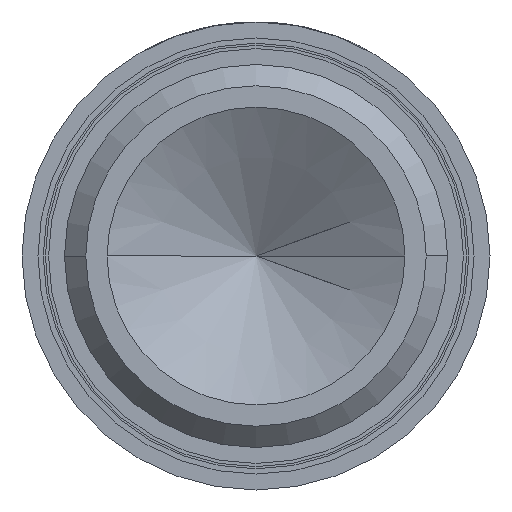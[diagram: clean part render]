
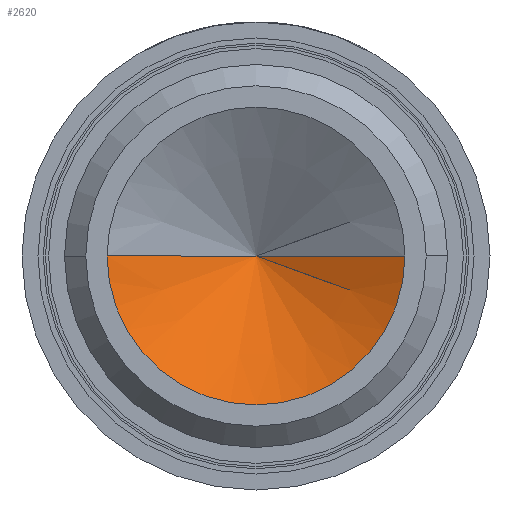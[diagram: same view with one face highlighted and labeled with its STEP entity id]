
A CAD part, front view. The second image highlights one B-rep face of the part: STEP entity #2620.
In plain terms, the highlighted conical face has half-angle 59 degrees and reference radius 0.7 mm.
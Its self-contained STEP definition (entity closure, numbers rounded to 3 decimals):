
#28 = CARTESIAN_POINT ( 'NONE',  ( 0.7, -41.35, 0. ) ) ;
#448 = LINE ( 'NONE', #1930, #2387 ) ;
#535 = DIRECTION ( 'NONE',  ( 0., -1., 0. ) ) ;
#619 = LINE ( 'NONE', #2320, #2875 ) ;
#815 = ORIENTED_EDGE ( 'NONE', *, *, #2563, .T. ) ;
#852 = EDGE_LOOP ( 'NONE', ( #2428, #3073, #815 ) ) ;
#939 = FACE_OUTER_BOUND ( 'NONE', #852, .T. ) ;
#1162 = CARTESIAN_POINT ( 'NONE',  ( 0., -41.35, 0. ) ) ;
#1228 = CARTESIAN_POINT ( 'NONE',  ( 0., -41.35, 0. ) ) ;
#1677 = EDGE_CURVE ( 'NONE', #2145, #2271, #619, .T. ) ;
#1684 = AXIS2_PLACEMENT_3D ( 'NONE', #1228, #3679, #3966 ) ;
#1705 = CONICAL_SURFACE ( 'NONE', #1684, 0.7, 1.03 ) ;
#1930 = CARTESIAN_POINT ( 'NONE',  ( -0.7, -41.35, 0. ) ) ;
#2145 = VERTEX_POINT ( 'NONE', #2692 ) ;
#2271 = VERTEX_POINT ( 'NONE', #28 ) ;
#2320 = CARTESIAN_POINT ( 'NONE',  ( 0.7, -41.35, 0. ) ) ;
#2377 = DIRECTION ( 'NONE',  ( 1., 0., 0. ) ) ;
#2387 = VECTOR ( 'NONE', #3502, 1000. ) ;
#2428 = ORIENTED_EDGE ( 'NONE', *, *, #1677, .F. ) ;
#2457 = AXIS2_PLACEMENT_3D ( 'NONE', #1162, #535, #2377 ) ;
#2563 = EDGE_CURVE ( 'Defeature ausgef�hrt2_18+Defeature ausgef�hrt2_19+Defeature ausgef�hrt2_19+Defeature ausgef�hrt2_19', #3486, #2271, #2896, .T. ) ;
#2577 = CARTESIAN_POINT ( 'NONE',  ( -0.7, -41.35, 0. ) ) ;
#2620 = ADVANCED_FACE ( 'Defeature ausgef�hrt2_18', ( #939 ), #1705, .F. ) ;
#2692 = CARTESIAN_POINT ( 'NONE',  ( 0., -40.929, 0. ) ) ;
#2875 = VECTOR ( 'NONE', #3245, 1000. ) ;
#2896 = CIRCLE ( 'NONE', #2457, 0.7 ) ;
#3073 = ORIENTED_EDGE ( 'NONE', *, *, #3895, .T. ) ;
#3245 = DIRECTION ( 'NONE',  ( 0.857, -0.515, 0. ) ) ;
#3486 = VERTEX_POINT ( 'NONE', #2577 ) ;
#3502 = DIRECTION ( 'NONE',  ( -0.857, -0.515, 0. ) ) ;
#3679 = DIRECTION ( 'NONE',  ( 0., -1., 0. ) ) ;
#3895 = EDGE_CURVE ( 'NONE', #2145, #3486, #448, .T. ) ;
#3966 = DIRECTION ( 'NONE',  ( 1., 0., 0. ) ) ;
